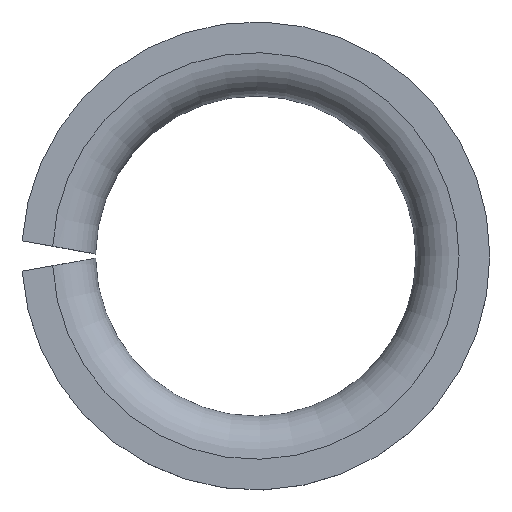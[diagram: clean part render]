
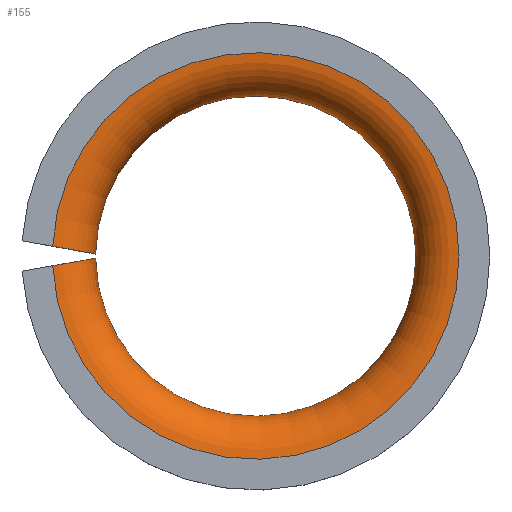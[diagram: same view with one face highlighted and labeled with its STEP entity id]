
A CAD part, top view. The second image highlights one B-rep face of the part: STEP entity #155.
In plain terms, the highlighted toroidal (fillet/blend) face has major radius 16.5 mm and minor radius 3.5 mm.
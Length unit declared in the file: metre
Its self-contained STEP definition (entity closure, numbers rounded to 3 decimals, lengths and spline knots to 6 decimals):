
#155=ADVANCED_FACE('',(#171),#172,.T.);
#171=FACE_OUTER_BOUND('',#196,.T.);
#172=TOROIDAL_SURFACE('',#197,0.0165,0.0035);
#196=EDGE_LOOP('',(#236,#237,#238,#239));
#197=AXIS2_PLACEMENT_3D('',#240,#241,#242);
#236=ORIENTED_EDGE('',*,*,#325,.T.);
#237=ORIENTED_EDGE('',*,*,#326,.T.);
#238=ORIENTED_EDGE('',*,*,#327,.F.);
#239=ORIENTED_EDGE('',*,*,#312,.F.);
#240=CARTESIAN_POINT('',(0.0,0.0,0.0065));
#241=DIRECTION('',(0.0,0.,-1.0));
#242=DIRECTION('',(0.0,1.0,0.));
#312=EDGE_CURVE('',#342,#343,#344,.T.);
#325=EDGE_CURVE('',#342,#367,#368,.T.);
#326=EDGE_CURVE('',#367,#369,#370,.T.);
#327=EDGE_CURVE('',#343,#369,#371,.T.);
#342=VERTEX_POINT('',#392);
#343=VERTEX_POINT('',#393);
#344=B_SPLINE_CURVE_WITH_KNOTS('',3,(#394,#395,#396,#397,#398,#399,#400,#401,#402,#403,#404,#405,#406,#407,#408,#409,#410,#411),.UNSPECIFIED.,.F.,.F.,(4,2,2,2,2,2,2,2,4),(0.,0.000687,0.001374,0.002061,0.002748,0.003434,0.004121,0.004808,0.005495),.UNSPECIFIED.);
#367=VERTEX_POINT('',#462);
#368=CIRCLE('',#463,0.013);
#369=VERTEX_POINT('',#464);
#370=B_SPLINE_CURVE_WITH_KNOTS('',3,(#465,#466,#467,#468,#469,#470,#471,#472,#473,#474,#475,#476,#477,#478,#479,#480,#481,#482),.UNSPECIFIED.,.F.,.F.,(4,2,2,2,2,2,2,2,4),(0.,0.000687,0.001374,0.002061,0.002748,0.003434,0.004121,0.004808,0.005495),.UNSPECIFIED.);
#371=CIRCLE('',#483,0.0165);
#392=CARTESIAN_POINT('',(0.012999,-0.000176,0.0065));
#393=CARTESIAN_POINT('',(0.016481,-0.00079,0.01));
#394=CARTESIAN_POINT('',(0.012999,-0.000176,0.0065));
#395=CARTESIAN_POINT('',(0.012999,-0.000176,0.006732));
#396=CARTESIAN_POINT('',(0.013022,-0.00018,0.006961));
#397=CARTESIAN_POINT('',(0.013111,-0.000196,0.00741));
#398=CARTESIAN_POINT('',(0.013179,-0.000208,0.007633));
#399=CARTESIAN_POINT('',(0.013355,-0.000239,0.008057));
#400=CARTESIAN_POINT('',(0.013463,-0.000258,0.008258));
#401=CARTESIAN_POINT('',(0.013717,-0.000303,0.008639));
#402=CARTESIAN_POINT('',(0.013864,-0.000329,0.008819));
#403=CARTESIAN_POINT('',(0.014186,-0.000385,0.00914));
#404=CARTESIAN_POINT('',(0.014361,-0.000416,0.009285));
#405=CARTESIAN_POINT('',(0.014742,-0.000483,0.00954));
#406=CARTESIAN_POINT('',(0.014943,-0.000519,0.009647));
#407=CARTESIAN_POINT('',(0.015361,-0.000593,0.009821));
#408=CARTESIAN_POINT('',(0.015579,-0.000631,0.009888));
#409=CARTESIAN_POINT('',(0.016026,-0.00071,0.009978));
#410=CARTESIAN_POINT('',(0.016253,-0.00075,0.01));
#411=CARTESIAN_POINT('',(0.016481,-0.00079,0.01));
#462=CARTESIAN_POINT('',(0.012999,0.000176,0.0065));
#463=AXIS2_PLACEMENT_3D('',#538,#539,#540);
#464=CARTESIAN_POINT('',(0.016481,0.00079,0.01));
#465=CARTESIAN_POINT('',(0.012999,0.000176,0.0065));
#466=CARTESIAN_POINT('',(0.012999,0.000176,0.006732));
#467=CARTESIAN_POINT('',(0.013022,0.00018,0.006961));
#468=CARTESIAN_POINT('',(0.013111,0.000196,0.00741));
#469=CARTESIAN_POINT('',(0.013179,0.000208,0.007633));
#470=CARTESIAN_POINT('',(0.013355,0.000239,0.008057));
#471=CARTESIAN_POINT('',(0.013463,0.000258,0.008258));
#472=CARTESIAN_POINT('',(0.013717,0.000303,0.008639));
#473=CARTESIAN_POINT('',(0.013864,0.000329,0.008819));
#474=CARTESIAN_POINT('',(0.014186,0.000385,0.00914));
#475=CARTESIAN_POINT('',(0.014361,0.000416,0.009285));
#476=CARTESIAN_POINT('',(0.014742,0.000483,0.00954));
#477=CARTESIAN_POINT('',(0.014943,0.000519,0.009647));
#478=CARTESIAN_POINT('',(0.015361,0.000593,0.009821));
#479=CARTESIAN_POINT('',(0.015579,0.000631,0.009888));
#480=CARTESIAN_POINT('',(0.016026,0.00071,0.009978));
#481=CARTESIAN_POINT('',(0.016253,0.00075,0.01));
#482=CARTESIAN_POINT('',(0.016481,0.00079,0.01));
#483=AXIS2_PLACEMENT_3D('',#541,#542,#543);
#538=CARTESIAN_POINT('',(0.0,0.0,0.0065));
#539=DIRECTION('',(0.0,0.,-1.0));
#540=DIRECTION('',(0.0,1.0,0.));
#541=CARTESIAN_POINT('',(0.0,0.0,0.01));
#542=DIRECTION('',(0.0,0.,-1.0));
#543=DIRECTION('',(0.0,1.0,0.));
